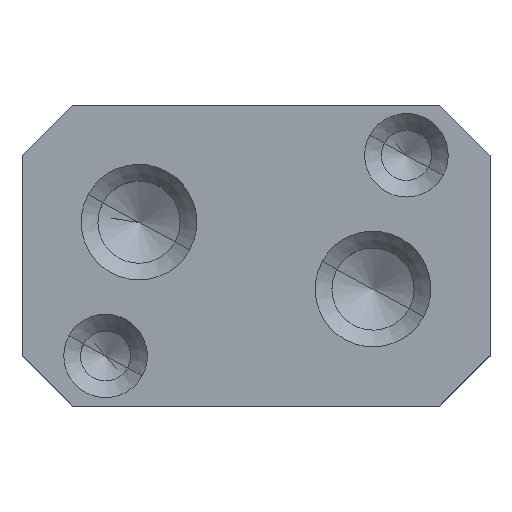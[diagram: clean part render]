
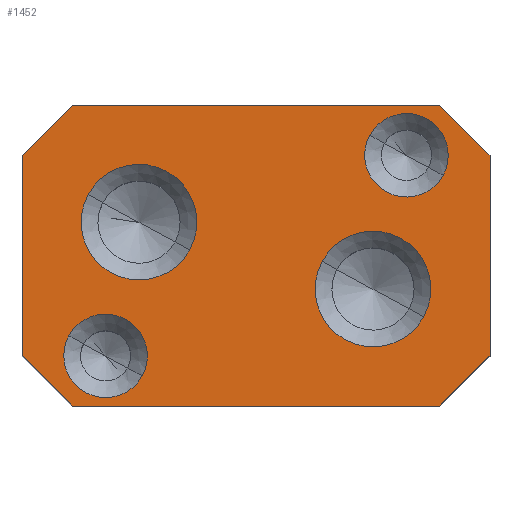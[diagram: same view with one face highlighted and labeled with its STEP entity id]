
A CAD part, top view. The second image highlights one B-rep face of the part: STEP entity #1452.
In plain terms, the highlighted planar face has unit normal (0, 0, 1).
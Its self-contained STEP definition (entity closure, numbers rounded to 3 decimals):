
#193=CARTESIAN_POINT('Vertex',(14.,6.,30.)) ;
#196=CARTESIAN_POINT('Line Origine',(14.,0.,30.)) ;
#200=CARTESIAN_POINT('Vertex',(14.,-6.,30.)) ;
#255=CARTESIAN_POINT('Vertex',(-14.,-6.,30.)) ;
#258=CARTESIAN_POINT('Line Origine',(-14.,0.,30.)) ;
#262=CARTESIAN_POINT('Vertex',(-14.,6.,30.)) ;
#335=CARTESIAN_POINT('Vertex',(11.,9.,30.)) ;
#338=CARTESIAN_POINT('Line Origine',(12.5,7.5,30.)) ;
#432=CARTESIAN_POINT('Vertex',(-11.,-9.,30.)) ;
#435=CARTESIAN_POINT('Line Origine',(-12.5,-7.5,30.)) ;
#469=CARTESIAN_POINT('Vertex',(-11.,9.,30.)) ;
#472=CARTESIAN_POINT('Line Origine',(0.,9.,30.)) ;
#643=CARTESIAN_POINT('Vertex',(11.,-9.,30.)) ;
#646=CARTESIAN_POINT('Line Origine',(0.,-9.,30.)) ;
#1060=CARTESIAN_POINT('Line Origine',(-12.5,7.5,30.)) ;
#1078=CARTESIAN_POINT('Line Origine',(12.5,-7.5,30.)) ;
#1143=CARTESIAN_POINT('Vertex',(-3.965,0.342,30.)) ;
#1146=CARTESIAN_POINT('Axis2P3D Location',(-7.,2.,30.)) ;
#1150=CARTESIAN_POINT('Vertex',(-10.035,3.658,30.)) ;
#1170=CARTESIAN_POINT('Axis2P3D Location',(-7.,2.,30.)) ;
#1234=CARTESIAN_POINT('Vertex',(-11.194,-4.801,30.)) ;
#1237=CARTESIAN_POINT('Axis2P3D Location',(-9.,-6.,30.)) ;
#1241=CARTESIAN_POINT('Vertex',(-6.806,-7.199,30.)) ;
#1261=CARTESIAN_POINT('Axis2P3D Location',(-9.,-6.,30.)) ;
#1325=CARTESIAN_POINT('Vertex',(3.965,-0.342,30.)) ;
#1328=CARTESIAN_POINT('Axis2P3D Location',(7.,-2.,30.)) ;
#1332=CARTESIAN_POINT('Vertex',(10.035,-3.658,30.)) ;
#1352=CARTESIAN_POINT('Axis2P3D Location',(7.,-2.,30.)) ;
#1407=CARTESIAN_POINT('Axis2P3D Location',(0.,0.,30.)) ;
#1422=CARTESIAN_POINT('Axis2P3D Location',(9.,6.,30.)) ;
#1426=CARTESIAN_POINT('Vertex',(6.806,7.199,30.)) ;
#1428=CARTESIAN_POINT('Vertex',(11.194,4.801,30.)) ;
#1431=CARTESIAN_POINT('Axis2P3D Location',(9.,6.,30.)) ;
#197=DIRECTION('Vector Direction',(0.,1.,0.)) ;
#259=DIRECTION('Vector Direction',(0.,-1.,0.)) ;
#339=DIRECTION('Vector Direction',(-0.707,0.707,0.)) ;
#436=DIRECTION('Vector Direction',(0.707,-0.707,0.)) ;
#473=DIRECTION('Vector Direction',(1.,0.,0.)) ;
#647=DIRECTION('Vector Direction',(-1.,0.,0.)) ;
#1061=DIRECTION('Vector Direction',(0.707,0.707,0.)) ;
#1079=DIRECTION('Vector Direction',(-0.707,-0.707,0.)) ;
#1147=DIRECTION('Axis2P3D Direction',(0.,0.,1.)) ;
#1171=DIRECTION('Axis2P3D Direction',(0.,0.,1.)) ;
#1238=DIRECTION('Axis2P3D Direction',(0.,0.,1.)) ;
#1262=DIRECTION('Axis2P3D Direction',(0.,0.,1.)) ;
#1329=DIRECTION('Axis2P3D Direction',(0.,0.,1.)) ;
#1353=DIRECTION('Axis2P3D Direction',(0.,0.,1.)) ;
#1408=DIRECTION('Axis2P3D Direction',(0.,0.,1.)) ;
#1409=DIRECTION('Axis2P3D XDirection',(1.,0.,0.)) ;
#1423=DIRECTION('Axis2P3D Direction',(0.,0.,1.)) ;
#1432=DIRECTION('Axis2P3D Direction',(0.,0.,1.)) ;
#1148=AXIS2_PLACEMENT_3D('Circle Axis2P3D',#1146,#1147,$) ;
#1172=AXIS2_PLACEMENT_3D('Circle Axis2P3D',#1170,#1171,$) ;
#1239=AXIS2_PLACEMENT_3D('Circle Axis2P3D',#1237,#1238,$) ;
#1263=AXIS2_PLACEMENT_3D('Circle Axis2P3D',#1261,#1262,$) ;
#1330=AXIS2_PLACEMENT_3D('Circle Axis2P3D',#1328,#1329,$) ;
#1354=AXIS2_PLACEMENT_3D('Circle Axis2P3D',#1352,#1353,$) ;
#1410=AXIS2_PLACEMENT_3D('Plane Axis2P3D',#1407,#1408,#1409) ;
#1424=AXIS2_PLACEMENT_3D('Circle Axis2P3D',#1422,#1423,$) ;
#1433=AXIS2_PLACEMENT_3D('Circle Axis2P3D',#1431,#1432,$) ;
#1413=ORIENTED_EDGE('',*,*,#264,.T.) ;
#1414=ORIENTED_EDGE('',*,*,#439,.F.) ;
#1415=ORIENTED_EDGE('',*,*,#650,.T.) ;
#1416=ORIENTED_EDGE('',*,*,#1082,.F.) ;
#1417=ORIENTED_EDGE('',*,*,#202,.T.) ;
#1418=ORIENTED_EDGE('',*,*,#342,.F.) ;
#1419=ORIENTED_EDGE('',*,*,#476,.T.) ;
#1420=ORIENTED_EDGE('',*,*,#1064,.F.) ;
#1437=ORIENTED_EDGE('',*,*,#1430,.F.) ;
#1438=ORIENTED_EDGE('',*,*,#1435,.F.) ;
#1441=ORIENTED_EDGE('',*,*,#1356,.F.) ;
#1442=ORIENTED_EDGE('',*,*,#1334,.F.) ;
#1445=ORIENTED_EDGE('',*,*,#1265,.F.) ;
#1446=ORIENTED_EDGE('',*,*,#1243,.F.) ;
#1449=ORIENTED_EDGE('',*,*,#1174,.F.) ;
#1450=ORIENTED_EDGE('',*,*,#1152,.F.) ;
#1439=FACE_BOUND('',#1436,.T.) ;
#1443=FACE_BOUND('',#1440,.T.) ;
#1447=FACE_BOUND('',#1444,.T.) ;
#1451=FACE_BOUND('',#1448,.T.) ;
#198=VECTOR('Line Direction',#197,1.) ;
#260=VECTOR('Line Direction',#259,1.) ;
#340=VECTOR('Line Direction',#339,1.) ;
#437=VECTOR('Line Direction',#436,1.) ;
#474=VECTOR('Line Direction',#473,1.) ;
#648=VECTOR('Line Direction',#647,1.) ;
#1062=VECTOR('Line Direction',#1061,1.) ;
#1080=VECTOR('Line Direction',#1079,1.) ;
#1452=ADVANCED_FACE('PartBody',(#1421,#1439,#1443,#1447,#1451),#1411,.T.) ;
#1149=CIRCLE('generated circle',#1148,3.459) ;
#1173=CIRCLE('generated circle',#1172,3.459) ;
#1240=CIRCLE('generated circle',#1239,2.5) ;
#1264=CIRCLE('generated circle',#1263,2.5) ;
#1331=CIRCLE('generated circle',#1330,3.459) ;
#1355=CIRCLE('generated circle',#1354,3.459) ;
#1425=CIRCLE('generated circle',#1424,2.5) ;
#1434=CIRCLE('generated circle',#1433,2.5) ;
#202=EDGE_CURVE('',#201,#194,#199,.T.) ;
#264=EDGE_CURVE('',#263,#256,#261,.T.) ;
#342=EDGE_CURVE('',#336,#194,#341,.F.) ;
#439=EDGE_CURVE('',#433,#256,#438,.F.) ;
#476=EDGE_CURVE('',#336,#470,#475,.F.) ;
#650=EDGE_CURVE('',#433,#644,#649,.F.) ;
#1064=EDGE_CURVE('',#263,#470,#1063,.T.) ;
#1082=EDGE_CURVE('',#201,#644,#1081,.T.) ;
#1152=EDGE_CURVE('',#1144,#1151,#1149,.T.) ;
#1174=EDGE_CURVE('',#1151,#1144,#1173,.T.) ;
#1243=EDGE_CURVE('',#1235,#1242,#1240,.T.) ;
#1265=EDGE_CURVE('',#1242,#1235,#1264,.T.) ;
#1334=EDGE_CURVE('',#1326,#1333,#1331,.T.) ;
#1356=EDGE_CURVE('',#1333,#1326,#1355,.T.) ;
#1430=EDGE_CURVE('',#1427,#1429,#1425,.T.) ;
#1435=EDGE_CURVE('',#1429,#1427,#1434,.T.) ;
#1412=EDGE_LOOP('',(#1413,#1414,#1415,#1416,#1417,#1418,#1419,#1420)) ;
#1436=EDGE_LOOP('',(#1437,#1438)) ;
#1440=EDGE_LOOP('',(#1441,#1442)) ;
#1444=EDGE_LOOP('',(#1445,#1446)) ;
#1448=EDGE_LOOP('',(#1449,#1450)) ;
#1421=FACE_OUTER_BOUND('',#1412,.T.) ;
#199=LINE('Line',#196,#198) ;
#261=LINE('Line',#258,#260) ;
#341=LINE('Line',#338,#340) ;
#438=LINE('Line',#435,#437) ;
#475=LINE('Line',#472,#474) ;
#649=LINE('Line',#646,#648) ;
#1063=LINE('Line',#1060,#1062) ;
#1081=LINE('Line',#1078,#1080) ;
#1411=PLANE('Plane',#1410) ;
#194=VERTEX_POINT('',#193) ;
#201=VERTEX_POINT('',#200) ;
#256=VERTEX_POINT('',#255) ;
#263=VERTEX_POINT('',#262) ;
#336=VERTEX_POINT('',#335) ;
#433=VERTEX_POINT('',#432) ;
#470=VERTEX_POINT('',#469) ;
#644=VERTEX_POINT('',#643) ;
#1144=VERTEX_POINT('',#1143) ;
#1151=VERTEX_POINT('',#1150) ;
#1235=VERTEX_POINT('',#1234) ;
#1242=VERTEX_POINT('',#1241) ;
#1326=VERTEX_POINT('',#1325) ;
#1333=VERTEX_POINT('',#1332) ;
#1427=VERTEX_POINT('',#1426) ;
#1429=VERTEX_POINT('',#1428) ;
